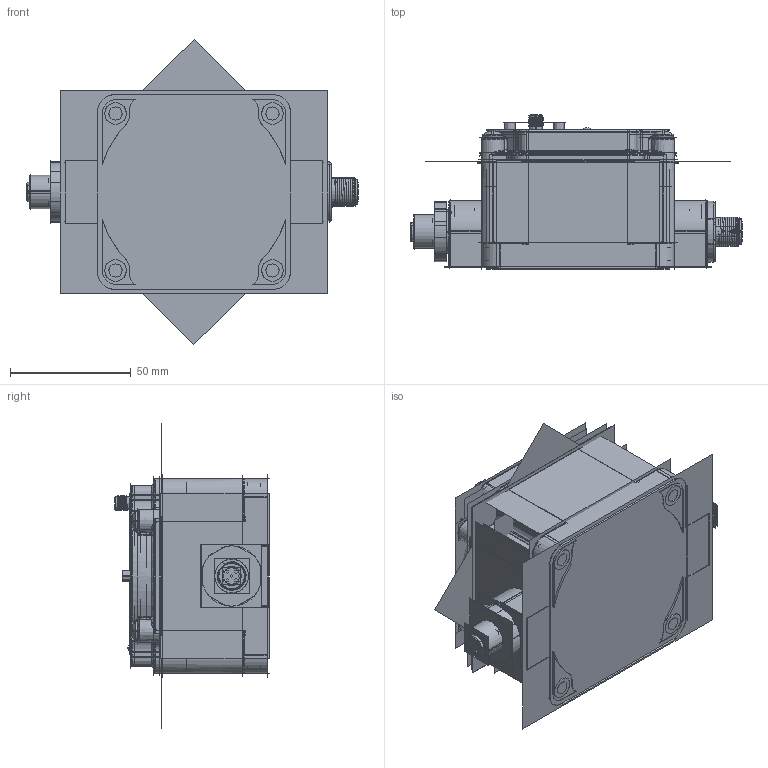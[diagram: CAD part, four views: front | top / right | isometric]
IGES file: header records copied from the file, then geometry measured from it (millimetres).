
Start section:  PTC IGES file: 195217.igs
Global section: file name: 195217.igs; native system: Creo Parametric by Parametric Technology Corporation; preprocessor: 2016010; author: PDMAdmin; organization: Unknown; date: 20160616.103603; units: millimetre
Bounding box: 137.57 x 63.94 x 126.69 mm (x, y, z)
Volume: 103447.1 mm3; surface area: 616744.4 mm2
Topology: 25 solids, 29 shells, 3666 faces, 18480 edges, 23390 vertices
Faces by surface type: revolution 2056, bspline 1610
